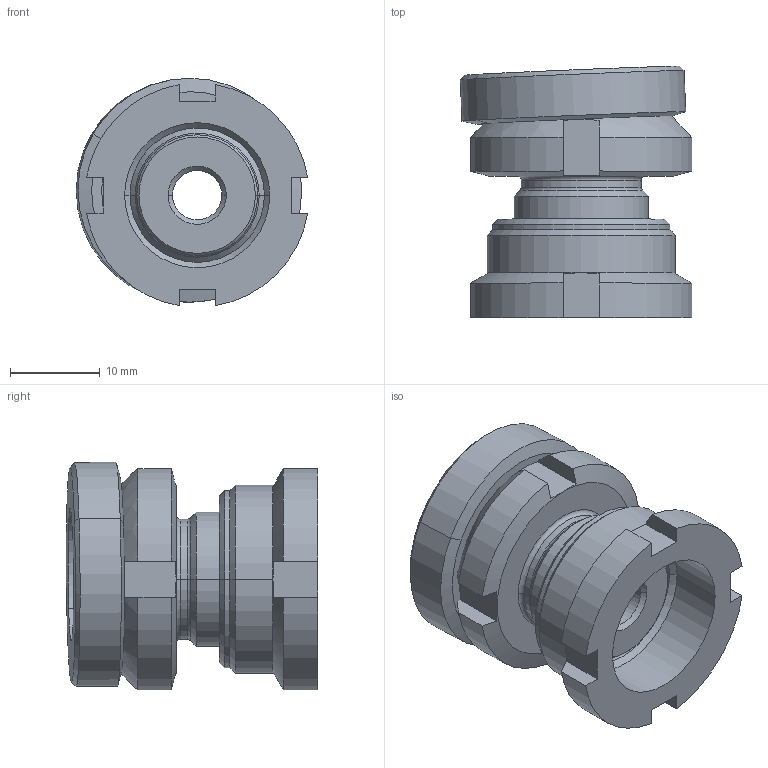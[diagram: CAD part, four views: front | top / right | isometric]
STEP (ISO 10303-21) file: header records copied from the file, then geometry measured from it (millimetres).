
FILE_DESCRIPTION (( 'STEP AP214' ), '1' );
FILE_NAME ('KAE 15-5.5 0-0.STEP', '2015-08-18T15:13:00', ( '' ), ( '' ), 'SwSTEP 2.0', 'SolidWorks 2015', '' );
FILE_SCHEMA (( 'AUTOMOTIVE_DESIGN' ));
Length unit declared in the file: millimetre
Products named in the file (4): KAS 15 2-0 A1; NAE 15 2-0 A1; KAE 15-5.5 1-0 A1; KAE 15-5.5 0-0
Assembly tree (3 placements, depth 2):
  KAE 15-5.5 0-0
    NAE 15 2-0 A1
    KAS 15 2-0 A1
    KAE 15-5.5 1-0 A1
Bounding box: 25.84 x 28.06 x 25.39 mm (x, y, z)
Volume: 8528.3 mm3; surface area: 5493.2 mm2
Topology: 3 solids, 3 shells, 112 faces, 254 edges, 152 vertices
Faces by surface type: cone 34, plane 34, cylinder 32, torus 10, sphere 2
Entity records: 3392 total; most frequent: CARTESIAN_POINT 640, DIRECTION 586, ORIENTED_EDGE 508, EDGE_CURVE 254, AXIS2_PLACEMENT_3D 246, VERTEX_POINT 152, CIRCLE 128, EDGE_LOOP 122
